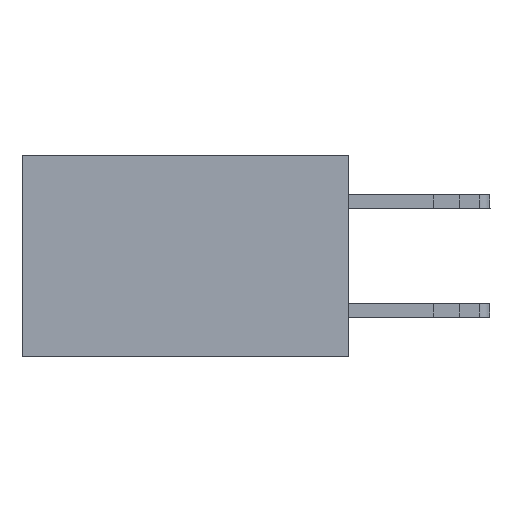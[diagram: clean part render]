
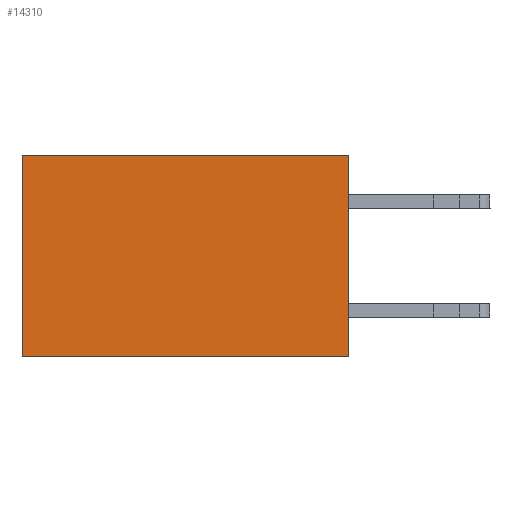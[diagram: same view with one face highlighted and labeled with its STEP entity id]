
A CAD part, left-side view. The second image highlights one B-rep face of the part: STEP entity #14310.
In plain terms, the highlighted planar face has unit normal (-1, 0, 0).
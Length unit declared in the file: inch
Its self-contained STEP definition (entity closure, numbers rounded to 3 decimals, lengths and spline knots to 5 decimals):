
#479 = FACE_OUTER_BOUND ( 'NONE', #4782, .T. ) ;
#1062 = LINE ( 'NONE', #10278, #19530 ) ;
#1477 = ORIENTED_EDGE ( 'NONE', *, *, #4819, .T. ) ;
#3043 = VECTOR ( 'NONE', #6184, 39.37008 ) ;
#3274 = VERTEX_POINT ( 'NONE', #13662 ) ;
#3536 = CARTESIAN_POINT ( 'NONE',  ( 0.298, 0.6, -0.37 ) ) ;
#4782 = EDGE_LOOP ( 'NONE', ( #1477, #17213, #11072, #4803 ) ) ;
#4803 = ORIENTED_EDGE ( 'NONE', *, *, #20373, .T. ) ;
#4819 = EDGE_CURVE ( 'NONE', #3274, #14024, #6617, .T. ) ;
#4861 = EDGE_CURVE ( 'NONE', #11734, #14024, #8302, .T. ) ;
#5035 = VERTEX_POINT ( 'NONE', #16736 ) ;
#6184 = DIRECTION ( 'NONE',  ( 0., 0., -1. ) ) ;
#6617 = LINE ( 'NONE', #14619, #13305 ) ;
#7521 = PLANE ( 'NONE',  #22517 ) ;
#8302 = LINE ( 'NONE', #9066, #19230 ) ;
#8534 = DIRECTION ( 'NONE',  ( 0., 1., 0. ) ) ;
#9066 = CARTESIAN_POINT ( 'NONE',  ( 0.298, 0., -0.37 ) ) ;
#9536 = DIRECTION ( 'NONE',  ( 0., 0., -1. ) ) ;
#10031 = CARTESIAN_POINT ( 'NONE',  ( 0.298, 0., -0.37 ) ) ;
#10278 = CARTESIAN_POINT ( 'NONE',  ( 0.298, 0., 0. ) ) ;
#11072 = ORIENTED_EDGE ( 'NONE', *, *, #19667, .F. ) ;
#11734 = VERTEX_POINT ( 'NONE', #10031 ) ;
#11790 = CARTESIAN_POINT ( 'NONE',  ( 0.298, 0., 0. ) ) ;
#13119 = LINE ( 'NONE', #11790, #3043 ) ;
#13305 = VECTOR ( 'NONE', #16286, 39.37008 ) ;
#13662 = CARTESIAN_POINT ( 'NONE',  ( 0.298, 0.6, 0. ) ) ;
#14024 = VERTEX_POINT ( 'NONE', #3536 ) ;
#14310 = ADVANCED_FACE ( 'NONE', ( #479 ), #7521, .F. ) ;
#14619 = CARTESIAN_POINT ( 'NONE',  ( 0.298, 0.6, 0. ) ) ;
#14934 = CARTESIAN_POINT ( 'NONE',  ( 0.298, 0., 0. ) ) ;
#16286 = DIRECTION ( 'NONE',  ( 0., 0., -1. ) ) ;
#16736 = CARTESIAN_POINT ( 'NONE',  ( 0.298, 0., 0. ) ) ;
#17213 = ORIENTED_EDGE ( 'NONE', *, *, #4861, .F. ) ;
#18771 = DIRECTION ( 'NONE',  ( 1., 0., 0. ) ) ;
#19230 = VECTOR ( 'NONE', #20018, 39.37008 ) ;
#19530 = VECTOR ( 'NONE', #8534, 39.37008 ) ;
#19667 = EDGE_CURVE ( 'NONE', #5035, #11734, #13119, .T. ) ;
#20018 = DIRECTION ( 'NONE',  ( 0., 1., 0. ) ) ;
#20373 = EDGE_CURVE ( 'NONE', #5035, #3274, #1062, .T. ) ;
#22517 = AXIS2_PLACEMENT_3D ( 'NONE', #14934, #18771, #9536 ) ;
